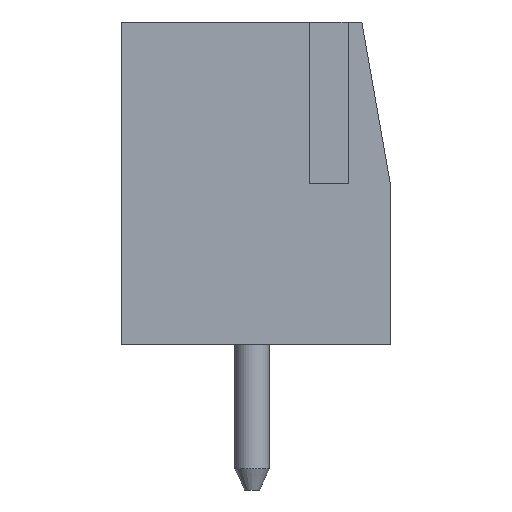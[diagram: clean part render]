
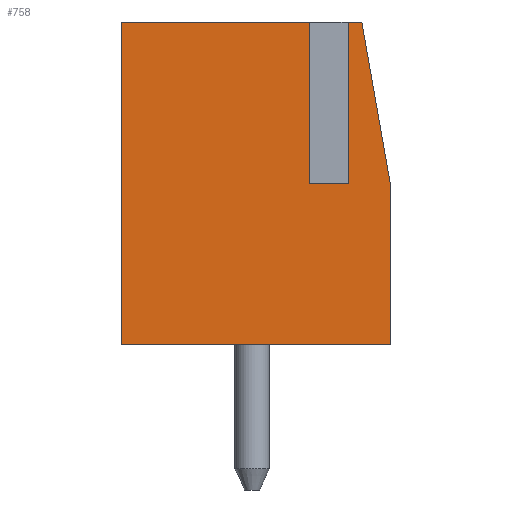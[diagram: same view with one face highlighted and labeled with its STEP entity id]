
A CAD part, left-side view. The second image highlights one B-rep face of the part: STEP entity #758.
In plain terms, the highlighted planar face has unit normal (-1, 0, 0).
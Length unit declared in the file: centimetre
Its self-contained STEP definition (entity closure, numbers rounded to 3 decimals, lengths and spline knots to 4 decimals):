
#244=VERTEX_POINT('',#1077);
#245=VERTEX_POINT('',#1079);
#247=VERTEX_POINT('',#1085);
#249=VERTEX_POINT('',#1091);
#251=VERTEX_POINT('',#1097);
#300=VECTOR('',#900,1.);
#304=VECTOR('',#905,1.);
#307=VECTOR('',#909,1.);
#310=VECTOR('',#913,1.);
#312=VECTOR('',#916,1.);
#363=LINE('',#1078,#300);
#367=LINE('',#1086,#304);
#370=LINE('',#1092,#307);
#373=LINE('',#1098,#310);
#375=LINE('',#1101,#312);
#434=EDGE_CURVE('',#244,#245,#363,.T.);
#438=EDGE_CURVE('',#247,#244,#367,.T.);
#441=EDGE_CURVE('',#249,#247,#370,.T.);
#444=EDGE_CURVE('',#251,#249,#373,.T.);
#446=EDGE_CURVE('',#245,#251,#375,.T.);
#566=ORIENTED_EDGE('',*,*,#446,.F.);
#567=ORIENTED_EDGE('',*,*,#434,.F.);
#568=ORIENTED_EDGE('',*,*,#438,.F.);
#569=ORIENTED_EDGE('',*,*,#441,.F.);
#570=ORIENTED_EDGE('',*,*,#444,.F.);
#659=EDGE_LOOP('',(#566,#567,#568,#569,#570));
#712=FACE_BOUND('',#659,.T.);
#758=ADVANCED_FACE('',(#712),#1206,.F.);
#804=AXIS2_PLACEMENT_3D('',#1103,#918,$);
#900=DIRECTION('',(0.,1.,0.));
#905=DIRECTION('',(0.,0.,-1.));
#909=DIRECTION('',(0.,-0.174,-0.985));
#913=DIRECTION('',(0.,-1.,0.));
#916=DIRECTION('',(0.,0.,1.));
#918=DIRECTION('',(1.,0.,0.));
#1077=CARTESIAN_POINT('',(-0.175,-0.36,0.));
#1078=CARTESIAN_POINT('',(-0.175,-0.36,0.));
#1079=CARTESIAN_POINT('',(-0.175,0.34,0.));
#1085=CARTESIAN_POINT('',(-0.175,-0.36,0.42));
#1086=CARTESIAN_POINT('',(-0.175,-0.36,0.42));
#1091=CARTESIAN_POINT('',(-0.175,-0.2859,0.84));
#1092=CARTESIAN_POINT('',(-0.175,-0.2859,0.84));
#1097=CARTESIAN_POINT('',(-0.175,0.34,0.84));
#1098=CARTESIAN_POINT('',(-0.175,0.34,0.84));
#1101=CARTESIAN_POINT('',(-0.175,0.34,0.));
#1103=CARTESIAN_POINT('',(-0.175,0.0022,0.4101));
#1206=PLANE('',#804);
